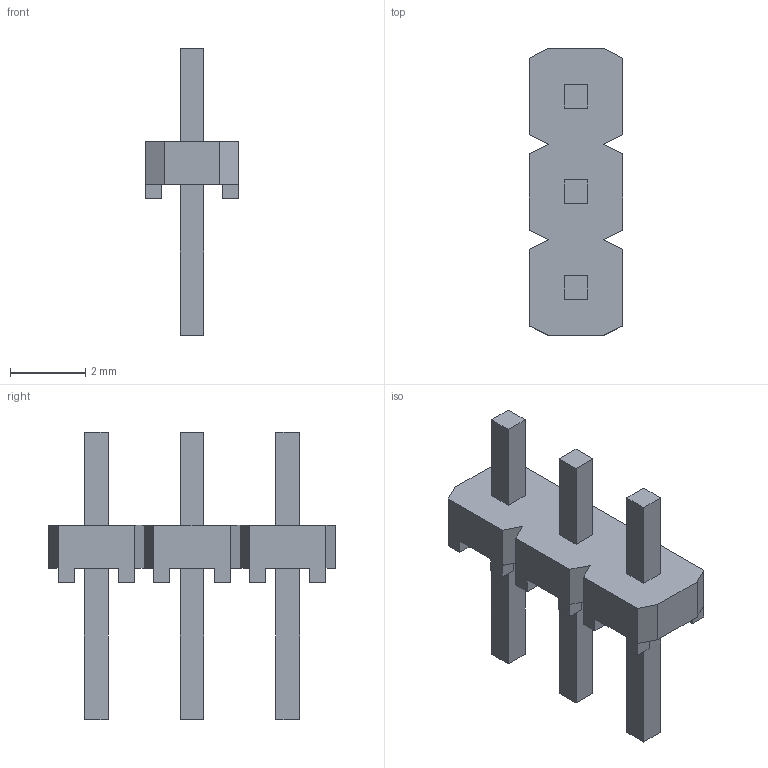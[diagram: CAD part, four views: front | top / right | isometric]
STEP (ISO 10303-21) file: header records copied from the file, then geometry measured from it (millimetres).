
FILE_DESCRIPTION(/* description */ ('STEP AP214'),/* implementation_level */ '2;1');
FILE_NAME(/* name */ 'MTLW-103-06-G-S-097.step',/* time_stamp */ '2025-04-07T05:35:32-07:00',/* author */ (''),/* organization */ (''),/* preprocessor_version */ 'ST-DEVELOPER v20.1',/* originating_system */ 'Autodesk Translation Framework v14.4.0.0',/* authorisation */ '');
FILE_SCHEMA (('AUTOMOTIVE_DESIGN { 1 0 10303 214 3 1 1 }'));
Length unit declared in the file: inch
Products named in the file (3): MTLW-103-06-G-S-097; MTLW-103-06-G-S-097_body; MTLW-03-06-S-097
Assembly tree (2 placements, depth 2):
  MTLW-103-06-G-S-097
    MTLW-103-06-G-S-097_body
    MTLW-03-06-S-097
Bounding box: 2.49 x 7.62 x 7.62 mm (x, y, z)
Volume: 30 mm3; surface area: 145.1 mm2
Topology: 2 solids, 2 shells, 118 faces, 312 edges, 204 vertices
Faces by surface type: plane 118
Entity records: 3673 total; most frequent: CARTESIAN_POINT 639, ORIENTED_EDGE 624, DIRECTION 558, LINE 312, VECTOR 312, EDGE_CURVE 312, VERTEX_POINT 204, EDGE_LOOP 130
